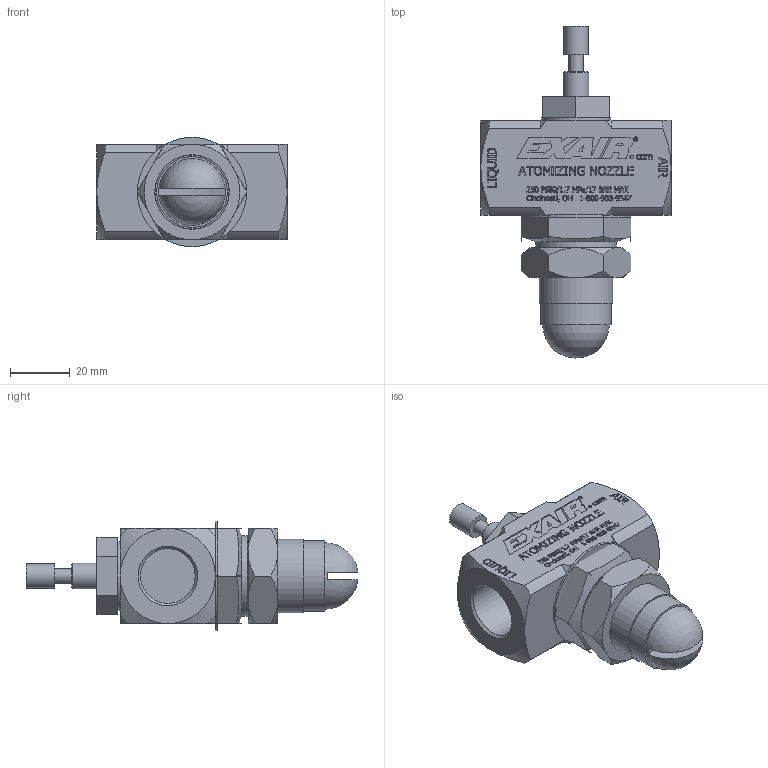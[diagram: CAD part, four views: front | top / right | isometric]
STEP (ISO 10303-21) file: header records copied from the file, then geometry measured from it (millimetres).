
FILE_DESCRIPTION(/* description */ (''),/* implementation_level */ '2;1');
FILE_NAME(/* name */ 'AF5020SS.stp',/* time_stamp */ '2017-03-07T09:09:59-05:00',/* author */ ('Adam Laub'),/* organization */ (''),/* preprocessor_version */ 'ST-DEVELOPER v16.5',/* originating_system */ 'Autodesk Inventor 2017',/* authorisation */ '');
FILE_SCHEMA (('AUTOMOTIVE_DESIGN { 1 0 10303 214 3 1 1 }'));
Length unit declared in the file: inch
Products named in the file (9): AF5010SS; 901529; 901530; 901541; 901524; 901532-100-dim; 901534; 901547-F100-dim; 901542
Assembly tree (8 placements, depth 2):
  AF5010SS
    901529
    901530
    901541
    901524
    901532-100-dim
    901534
    901547-F100-dim
    901542
Bounding box: 63.5 x 110.72 x 36.51 mm (x, y, z)
Volume: 78316.3 mm3; surface area: 30245.4 mm2
Topology: 8 solids, 8 shells, 1440 faces, 3819 edges, 2539 vertices
Faces by surface type: plane 876, bspline 443, cylinder 68, cone 52, sphere 1
Full cylindrical faces by diameter (mm): 4.75 x8, 4.763 x1, 6.35 x2, 7.925 x2, 8.128 x1, 8.433 x1, 8.611 x1, 10.668 x2, 11.112 x1, 13.191 x1, 14.287 x1, 14.684 x1, 15.478 x1, 15.875 x3, 15.984 x2, 16.669 x1, 18.256 x2, 19.032 x1, 22.86 x1, 23.571 x1, 24.613 x1, 24.816 x1, 26.987 x2, 27.686 x1, 28.545 x1, 28.557 x1, 36.512 x1
Entity records: 46704 total; most frequent: CARTESIAN_POINT 13910, ORIENTED_EDGE 7502, DIRECTION 5014, EDGE_CURVE 3751, LINE 2602, VECTOR 2602, VERTEX_POINT 2532, EDGE_LOOP 1673
